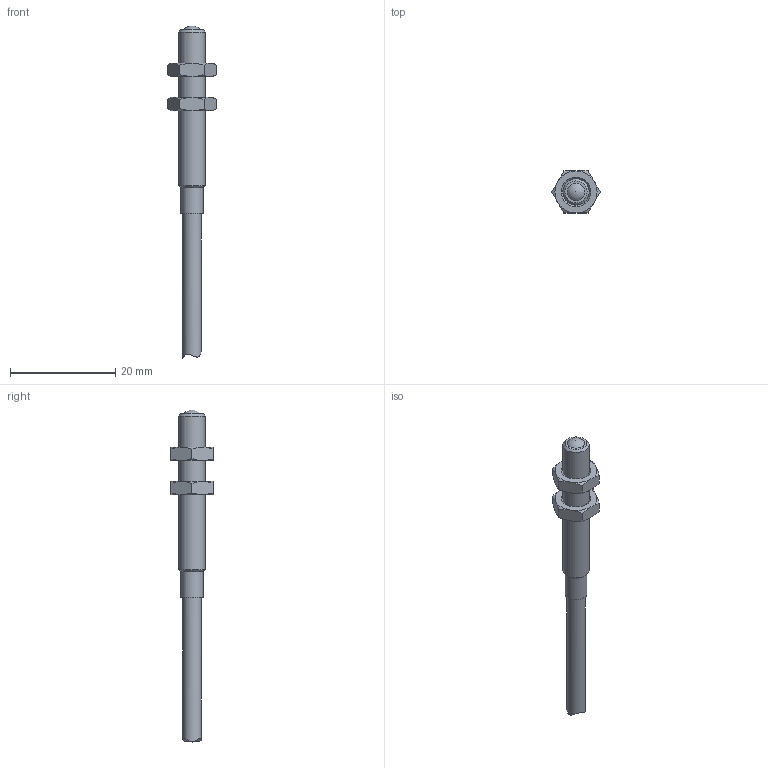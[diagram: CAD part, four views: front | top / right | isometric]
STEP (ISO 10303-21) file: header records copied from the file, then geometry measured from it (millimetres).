
FILE_DESCRIPTION (( 'STEP AP214' ), '1' );
FILE_NAME ('LLR-M05MA-NMK-400.STEP', '2019-08-13T14:33:09', ( '' ), ( '' ), 'SwSTEP 2.0', 'SolidWorks 2018', '' );
FILE_SCHEMA (( 'AUTOMOTIVE_DESIGN' ));
Length unit declared in the file: inch
Products named in the file (1): LLR-M05MA-NMK-400
Bounding box: 9.24 x 8 x 63.17 mm (x, y, z)
Volume: 1092.3 mm3; surface area: 1207.5 mm2
Topology: 3 solids, 3 shells, 55 faces, 118 edges, 70 vertices
Faces by surface type: cone 30, plane 18, cylinder 5, torus 1, bspline 1
Full cylindrical faces by diameter (mm): 3.5 x1, 4.2 x1, 5 x3
Entity records: 1559 total; most frequent: CARTESIAN_POINT 448, DIRECTION 200, ORIENTED_EDGE 200, EDGE_CURVE 100, AXIS2_PLACEMENT_3D 94, EDGE_LOOP 72, VERTEX_POINT 64, FACE_OUTER_BOUND 60
